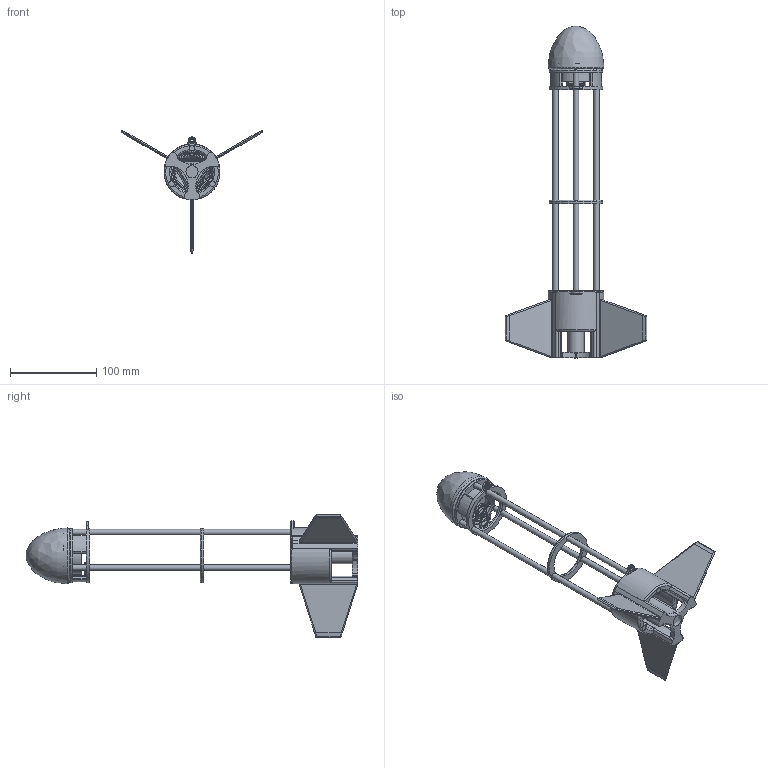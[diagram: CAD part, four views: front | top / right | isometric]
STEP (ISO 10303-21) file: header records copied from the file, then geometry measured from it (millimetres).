
FILE_DESCRIPTION(/* description */ (''),/* implementation_level */ '2;1');
FILE_NAME(/* name */ 'Assembly v5.step',/* time_stamp */ '2023-09-28T22:45:28-04:00',/* author */ (''),/* organization */ (''),/* preprocessor_version */ 'ST-DEVELOPER v20',/* originating_system */ 'Autodesk Translation Framework v12.14.0.127',/* authorisation */ '');
FILE_SCHEMA (('AUTOMOTIVE_DESIGN { 1 0 10303 214 3 1 1 }'));
Length unit declared in the file: millimetre
Products named in the file (9): Assembly; BasicRing; DownHolder; NoseCone; UpperbodyLatchDoubleRing; BasicRing v3; Wooden Dowell; Estes_C6-5_Motor; LowerBodyC
Assembly tree (10 placements, depth 3):
  Assembly
    BasicRing
    DownHolder
    NoseCone
    Wooden Dowell  x3
    UpperbodyLatchDoubleRing
      BasicRing v3
    Estes_C6-5_Motor
    LowerBodyC
Bounding box: 164.52 x 385.8 x 142.74 mm (x, y, z)
Volume: 196866.1 mm3; surface area: 119507.4 mm2
Topology: 9 solids, 9 shells, 408 faces, 1115 edges, 698 vertices
Faces by surface type: cylinder 169, plane 101, torus 64, bspline 48, cone 24, sphere 2
Full cylindrical faces by diameter (mm): 4.175 x2, 6.35 x3, 6.55 x12, 10.5 x1, 12.5 x2, 14 x1, 17.7 x1, 18 x1, 41.5 x1, 43.5 x1, 47 x3, 62.5 x3, 65 x1
Entity records: 16364 total; most frequent: CARTESIAN_POINT 5901, DIRECTION 2211, ORIENTED_EDGE 2194, EDGE_CURVE 1097, AXIS2_PLACEMENT_3D 924, VERTEX_POINT 694, CIRCLE 511, EDGE_LOOP 439
